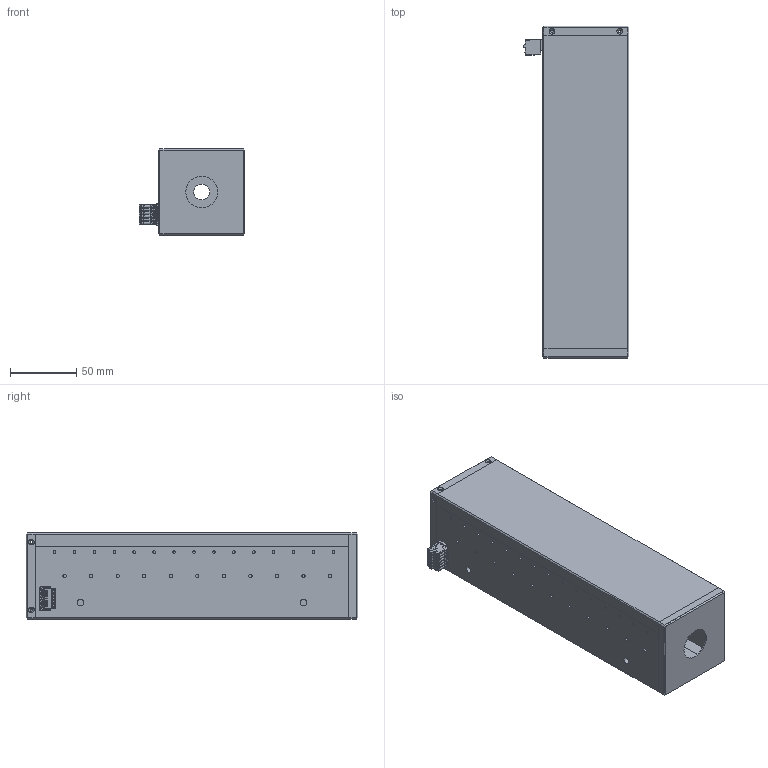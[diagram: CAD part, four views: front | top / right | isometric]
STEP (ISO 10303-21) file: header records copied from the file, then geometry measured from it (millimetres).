
FILE_DESCRIPTION(/* description */ (''),/* implementation_level */ '2;1');
FILE_NAME(/* name */ 'MEX15HP V2.step',/* time_stamp */ '2021-12-20T18:59:49+02:00',/* author */ (''),/* organization */ (''),/* preprocessor_version */ 'ST-DEVELOPER v18.1',/* originating_system */ 'Autodesk Translation Framework v10.10.0.1391',/* authorisation */ '');
FILE_SCHEMA (('AUTOMOTIVE_DESIGN { 1 0 10303 214 3 1 1 }'));
Length unit declared in the file: millimetre
Products named in the file (16): *MEX15HP 2.0; MEX15HP-001-01 base; Input cover; output cover; main cover; bottom cover; top cover; 691382000006 (rev1); 691382000006; 6913820000xx_PIN; 691381000006 (rev1); 691381000006; 691381000006_BAS; 6913810000xx_Levier; 6913810000xx; 6913810000xx_LAME
Assembly tree (35 placements, depth 3):
  *MEX15HP 2.0
    MEX15HP-001-01 base
    Input cover
    output cover
    main cover
      bottom cover
      top cover
    691382000006 (rev1)
      691382000006
      6913820000xx_PIN  x6
    691381000006 (rev1)
      691381000006
      691381000006_BAS
      6913810000xx_Levier  x6
      6913810000xx  x6
      6913810000xx_LAME  x6
Bounding box: 79.75 x 250 x 65 mm (x, y, z)
Volume: 209988.5 mm3; surface area: 169833.3 mm2
Topology: 32 solids, 32 shells, 2222 faces, 6089 edges, 3941 vertices
Faces by surface type: plane 1780, cylinder 396, cone 40, torus 6
Full cylindrical faces by diameter (mm): 1.3 x6, 1.6 x3, 1.8 x6, 2 x36, 2.2 x5, 2.5 x11, 4 x5, 5 x2, 12 x1, 24 x1
Entity records: 48571 total; most frequent: CARTESIAN_POINT 8405, ORIENTED_EDGE 8274, DIRECTION 7635, EDGE_CURVE 4137, LINE 3639, VECTOR 3639, VERTEX_POINT 2706, AXIS2_PLACEMENT_3D 1998
